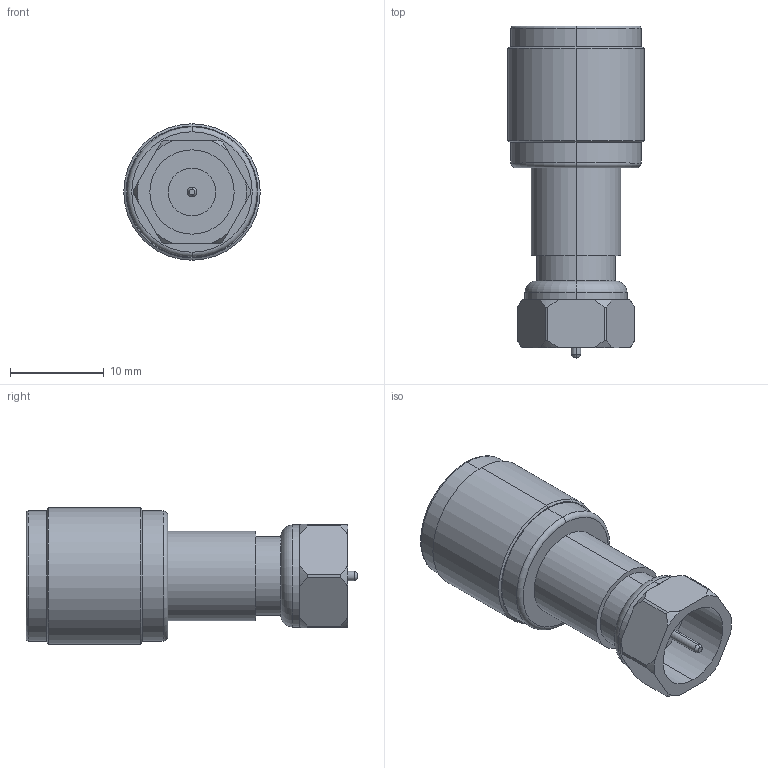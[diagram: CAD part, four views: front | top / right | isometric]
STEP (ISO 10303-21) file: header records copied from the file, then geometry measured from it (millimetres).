
FILE_DESCRIPTION (( 'STEP AP203' ), '1' );
FILE_NAME ('BA121.STEP', '2006-06-30T19:24:09', ( ' ' ), ( ' ' ), 'SwSTEP 2.0', 'SolidWorks 2005354', '' );
FILE_SCHEMA (( 'CONFIG_CONTROL_DESIGN' ));
Length unit declared in the file: inch
Products named in the file (1): BA121
Bounding box: 14.53 x 35.33 x 14.53 mm (x, y, z)
Volume: 2663.4 mm3; surface area: 3160.3 mm2
Topology: 1 solids, 1 shells, 112 faces, 258 edges, 166 vertices
Faces by surface type: cylinder 46, plane 38, cone 20, torus 8
Entity records: 3307 total; most frequent: CARTESIAN_POINT 609, DIRECTION 586, ORIENTED_EDGE 516, EDGE_CURVE 258, AXIS2_PLACEMENT_3D 239, VERTEX_POINT 166, EDGE_LOOP 130, CIRCLE 126
